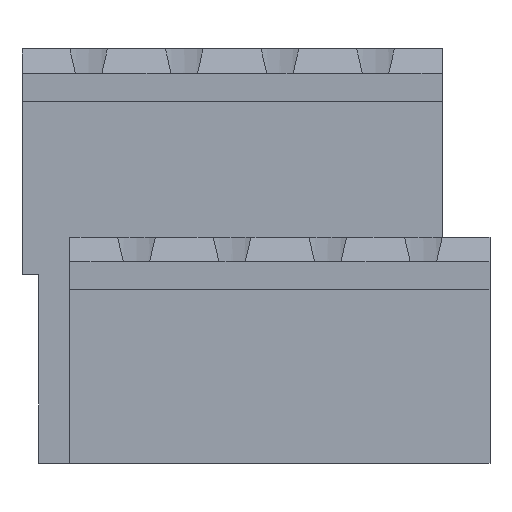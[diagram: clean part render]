
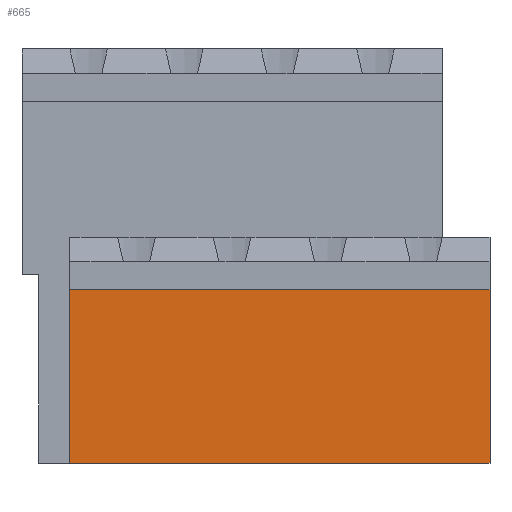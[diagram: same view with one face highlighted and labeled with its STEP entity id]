
A CAD part, front view. The second image highlights one B-rep face of the part: STEP entity #665.
In plain terms, the highlighted planar face has unit normal (0, -1, 0).
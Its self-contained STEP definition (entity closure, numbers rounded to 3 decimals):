
#665 = ADVANCED_FACE( '', ( #1519 ), #1520, .F. );
#1519 = FACE_OUTER_BOUND( '', #2619, .T. );
#1520 = PLANE( '', #2620 );
#2619 = EDGE_LOOP( '', ( #4300, #4301, #4302, #4303 ) );
#2620 = AXIS2_PLACEMENT_3D( '', #4304, #4305, #4306 );
#4300 = ORIENTED_EDGE( '', *, *, #7368, .F. );
#4301 = ORIENTED_EDGE( '', *, *, #7322, .F. );
#4302 = ORIENTED_EDGE( '', *, *, #7369, .F. );
#4303 = ORIENTED_EDGE( '', *, *, #7370, .F. );
#4304 = CARTESIAN_POINT( '', ( 0., -18.85, 0. ) );
#4305 = DIRECTION( '', ( 0., 1., 0. ) );
#4306 = DIRECTION( '', ( 0., 0., 1. ) );
#7322 = EDGE_CURVE( '', #9034, #9036, #9037, .T. );
#7368 = EDGE_CURVE( '', #9036, #9111, #9112, .T. );
#7369 = EDGE_CURVE( '', #9113, #9034, #9114, .T. );
#7370 = EDGE_CURVE( '', #9111, #9113, #9115, .T. );
#9034 = VERTEX_POINT( '', #11420 );
#9036 = VERTEX_POINT( '', #11423 );
#9037 = LINE( '', #11424, #11425 );
#9111 = VERTEX_POINT( '', #11538 );
#9112 = LINE( '', #11539, #11540 );
#9113 = VERTEX_POINT( '', #11541 );
#9114 = LINE( '', #11542, #11543 );
#9115 = LINE( '', #11544, #11545 );
#11420 = CARTESIAN_POINT( '', ( 13.7, -18.85, -11. ) );
#11423 = CARTESIAN_POINT( '', ( -8.62, -18.85, -11. ) );
#11424 = CARTESIAN_POINT( '', ( 13.7, -18.85, -11. ) );
#11425 = VECTOR( '', #13551, 1000. );
#11538 = CARTESIAN_POINT( '', ( -8.62, -18.85, -1.8 ) );
#11539 = CARTESIAN_POINT( '', ( -8.62, -18.85, -11. ) );
#11540 = VECTOR( '', #13591, 1000. );
#11541 = CARTESIAN_POINT( '', ( 13.7, -18.85, -1.8 ) );
#11542 = CARTESIAN_POINT( '', ( 13.7, -18.85, -1.8 ) );
#11543 = VECTOR( '', #13592, 1000. );
#11544 = CARTESIAN_POINT( '', ( -8.62, -18.85, -1.8 ) );
#11545 = VECTOR( '', #13593, 1000. );
#13551 = DIRECTION( '', ( -1., 0., 0. ) );
#13591 = DIRECTION( '', ( 0., 0., 1. ) );
#13592 = DIRECTION( '', ( 0., 0., -1. ) );
#13593 = DIRECTION( '', ( 1., 0., 0. ) );
